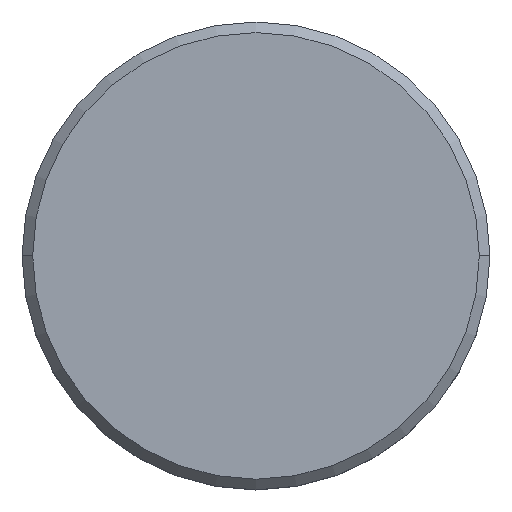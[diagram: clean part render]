
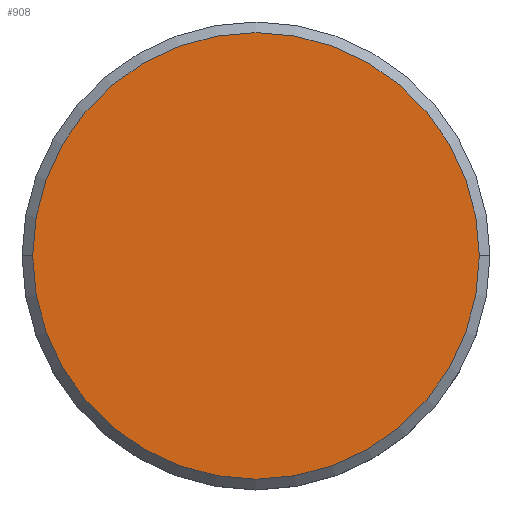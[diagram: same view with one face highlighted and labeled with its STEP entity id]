
A CAD part, top view. The second image highlights one B-rep face of the part: STEP entity #908.
In plain terms, the highlighted planar face has unit normal (0, 0, 1).
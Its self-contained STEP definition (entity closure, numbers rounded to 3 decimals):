
#39 = DIRECTION ( 'NONE',  ( 0., 0., 1. ) ) ;
#79 = AXIS2_PLACEMENT_3D ( 'NONE', #1076, #450, #190 ) ;
#180 = CIRCLE ( 'NONE', #564, 10.5 ) ;
#190 = DIRECTION ( 'NONE',  ( 1., 0., 0. ) ) ;
#224 = ORIENTED_EDGE ( 'NONE', *, *, #557, .T. ) ;
#230 = DIRECTION ( 'NONE',  ( 1., 0., 0. ) ) ;
#320 = ORIENTED_EDGE ( 'NONE', *, *, #610, .T. ) ;
#418 = AXIS2_PLACEMENT_3D ( 'NONE', #560, #478, #917 ) ;
#444 = CARTESIAN_POINT ( 'NONE',  ( -10.5, 0., 0. ) ) ;
#450 = DIRECTION ( 'NONE',  ( 0., 0., 1. ) ) ;
#478 = DIRECTION ( 'NONE',  ( 0., 0., 1. ) ) ;
#557 = EDGE_CURVE ( 'NONE', #1162, #820, #753, .T. ) ;
#560 = CARTESIAN_POINT ( 'NONE',  ( 0., 0., 0. ) ) ;
#564 = AXIS2_PLACEMENT_3D ( 'NONE', #1109, #39, #230 ) ;
#610 = EDGE_CURVE ( 'NONE', #820, #1162, #180, .T. ) ;
#644 = FACE_OUTER_BOUND ( 'NONE', #789, .T. ) ;
#652 = PLANE ( 'NONE',  #418 ) ;
#753 = CIRCLE ( 'NONE', #79, 10.5 ) ;
#789 = EDGE_LOOP ( 'NONE', ( #320, #224 ) ) ;
#820 = VERTEX_POINT ( 'NONE', #444 ) ;
#908 = ADVANCED_FACE ( 'NONE', ( #644 ), #652, .T. ) ;
#917 = DIRECTION ( 'NONE',  ( 1., 0., 0. ) ) ;
#1076 = CARTESIAN_POINT ( 'NONE',  ( 0., 0., 0. ) ) ;
#1109 = CARTESIAN_POINT ( 'NONE',  ( 0., 0., 0. ) ) ;
#1146 = CARTESIAN_POINT ( 'NONE',  ( 10.5, 0., 0. ) ) ;
#1162 = VERTEX_POINT ( 'NONE', #1146 ) ;
